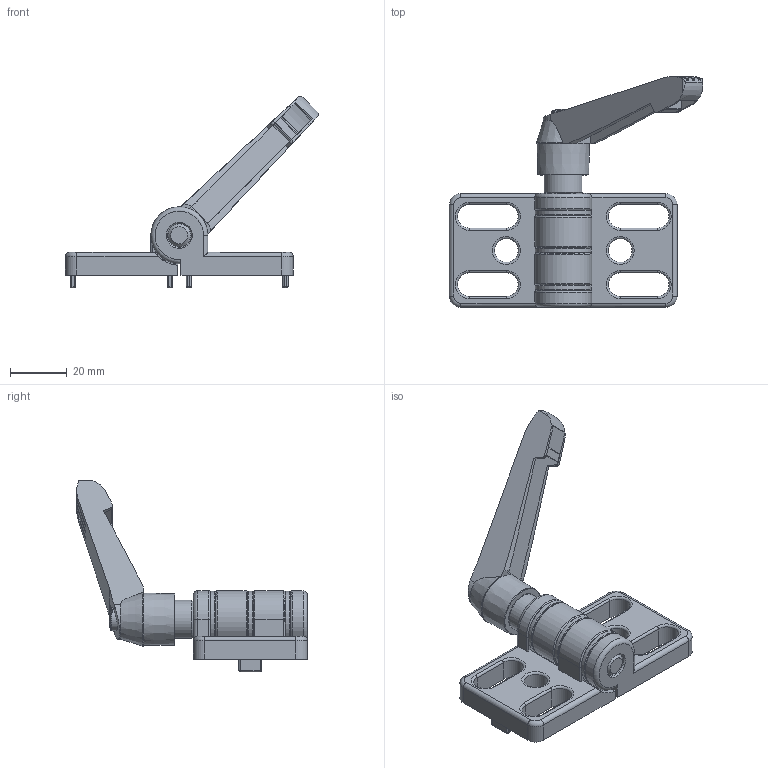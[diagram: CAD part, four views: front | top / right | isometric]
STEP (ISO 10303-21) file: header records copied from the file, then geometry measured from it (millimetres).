
FILE_DESCRIPTION( ( 'STEP AP203' ), '1' );
FILE_NAME( '095300FN08 (0).stp', '2020-08-04T14:24:50', ( 'License CC BY-ND 4.0' ), ( 'CADENAS' ), ' ', 'PARTsolutions', ' ' );
FILE_SCHEMA( ( 'CONFIG_CONTROL_DESIGN' ) );
Length unit declared in the file: millimetre
Products named in the file (6): 095300FN08 (0); _095300FN08_1; _095300FN08_washer; _095300FN08_pin; _095300FN08_lever; _095300FN08_2
Assembly tree (7 placements, depth 2):
  095300FN08 (0)
    _095300FN08_1
    _095300FN08_washer  x3
    _095300FN08_pin
    _095300FN08_lever
    _095300FN08_2
Bounding box: 88.93 x 80.99 x 67.43 mm (x, y, z)
Volume: 37882.7 mm3; surface area: 24086.3 mm2
Topology: 7 solids, 7 shells, 347 faces, 864 edges, 529 vertices
Faces by surface type: plane 138, cylinder 132, torus 38, cone 20, sphere 18, bspline 1
Full cylindrical faces by diameter (mm): 4.4 x1, 7 x1, 8 x5, 8.2 x4, 8.3 x6, 13 x2, 13.5 x1, 14 x1, 19.8 x3
Entity records: 10346 total; most frequent: CARTESIAN_POINT 2255, DIRECTION 1714, ORIENTED_EDGE 1564, EDGE_CURVE 782, AXIS2_PLACEMENT_3D 664, VERTEX_POINT 509, EDGE_LOOP 407, LINE 386
